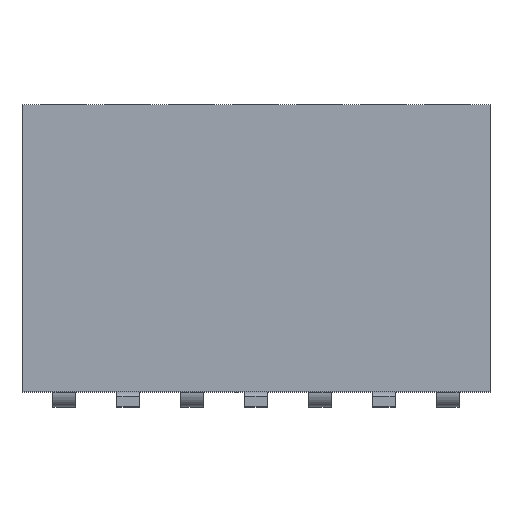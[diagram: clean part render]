
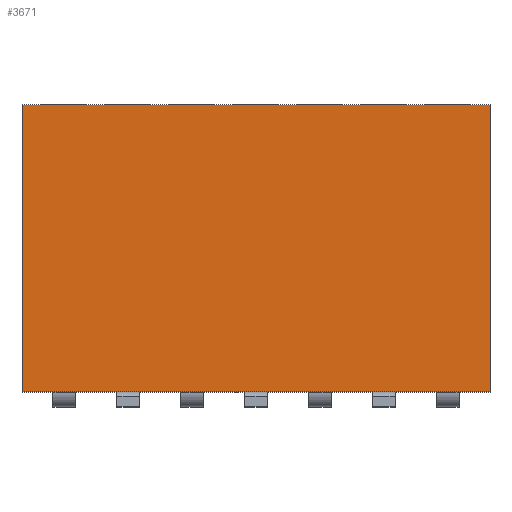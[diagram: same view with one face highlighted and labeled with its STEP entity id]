
A CAD part, top view. The second image highlights one B-rep face of the part: STEP entity #3671.
In plain terms, the highlighted planar face has unit normal (0, 0, 1).
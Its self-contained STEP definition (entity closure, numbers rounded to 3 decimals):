
#112=DIRECTION('',(0.,1.,0.));
#113=VECTOR('',#112,5.7);
#114=CARTESIAN_POINT('',(9.725,0.,1.25));
#115=LINE('',#114,#113);
#1666=DIRECTION('',(1.,0.,0.));
#1667=VECTOR('',#1666,9.29);
#1668=CARTESIAN_POINT('',(0.435,5.7,1.25));
#1669=LINE('',#1668,#1667);
#1673=DIRECTION('',(-1.,0.,0.));
#1674=VECTOR('',#1673,9.29);
#1675=CARTESIAN_POINT('',(9.725,0.,1.25));
#1676=LINE('',#1675,#1674);
#1680=DIRECTION('',(0.,1.,0.));
#1681=VECTOR('',#1680,5.7);
#1682=CARTESIAN_POINT('',(0.435,0.,1.25));
#1683=LINE('',#1682,#1681);
#1870=CARTESIAN_POINT('',(0.435,5.7,1.25));
#1872=VERTEX_POINT('',#1870);
#1875=CARTESIAN_POINT('',(0.435,0.,1.25));
#1876=VERTEX_POINT('',#1875);
#2113=CARTESIAN_POINT('',(9.725,5.7,1.25));
#2115=VERTEX_POINT('',#2113);
#2117=CARTESIAN_POINT('',(9.725,0.,1.25));
#2118=VERTEX_POINT('',#2117);
#3660=CARTESIAN_POINT('',(0.435,0.,1.25));
#3661=DIRECTION('',(0.,0.,1.));
#3662=DIRECTION('',(1.,0.,0.));
#3663=AXIS2_PLACEMENT_3D('',#3660,#3661,#3662);
#3664=PLANE('',#3663);
#3665=ORIENTED_EDGE('',*,*,#2722,.T.);
#3666=ORIENTED_EDGE('',*,*,#2354,.F.);
#3667=ORIENTED_EDGE('',*,*,#2230,.T.);
#3668=ORIENTED_EDGE('',*,*,#2319,.T.);
#3669=EDGE_LOOP('',(#3665,#3666,#3667,#3668));
#3670=FACE_OUTER_BOUND('',#3669,.F.);
#2230=EDGE_CURVE('',#2118,#1876,#1676,.T.);
#2319=EDGE_CURVE('',#1876,#1872,#1683,.T.);
#2354=EDGE_CURVE('',#2118,#2115,#115,.T.);
#2722=EDGE_CURVE('',#1872,#2115,#1669,.T.);
#3671=ADVANCED_FACE('',(#3670),#3664,.T.);
